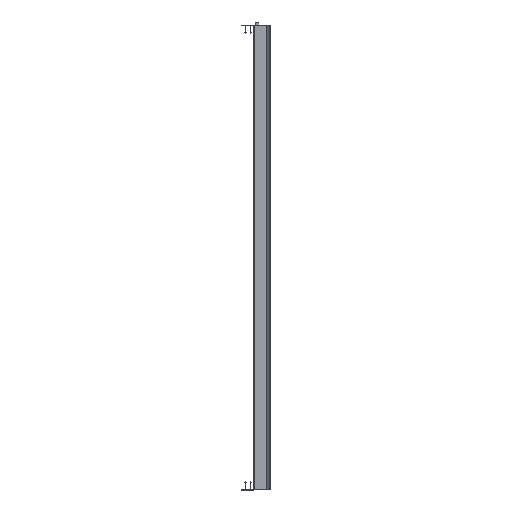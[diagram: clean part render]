
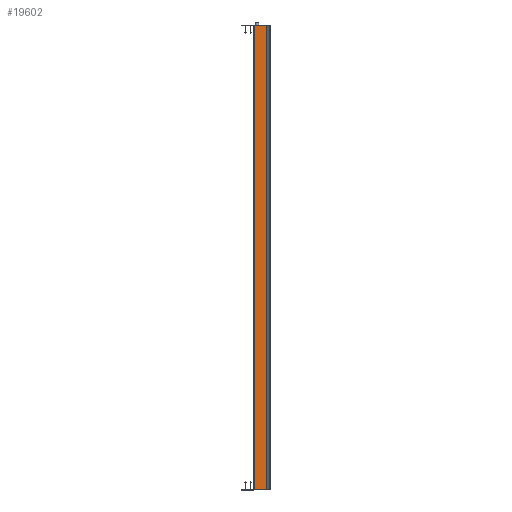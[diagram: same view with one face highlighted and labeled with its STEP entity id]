
A CAD part, left-side view. The second image highlights one B-rep face of the part: STEP entity #19602.
In plain terms, the highlighted planar face has unit normal (-1, 0.007, 0).
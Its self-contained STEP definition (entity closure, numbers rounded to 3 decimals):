
#641 = CARTESIAN_POINT ( 'NONE',  ( -6.382, -0.695, -1082. ) ) ;
#4012 = DIRECTION ( 'NONE',  ( -0.007, -1., 0. ) ) ;
#4522 = ORIENTED_EDGE ( 'NONE', *, *, #26361, .T. ) ;
#4870 = DIRECTION ( 'NONE',  ( -0.007, -1., 0. ) ) ;
#5525 = CARTESIAN_POINT ( 'NONE',  ( -6.382, -0.695, -1082. ) ) ;
#7742 = AXIS2_PLACEMENT_3D ( 'NONE', #17999, #17538, #4012 ) ;
#7788 = CARTESIAN_POINT ( 'NONE',  ( -6.377, 0., -1082. ) ) ;
#9278 = LINE ( 'NONE', #43720, #41269 ) ;
#9388 = CARTESIAN_POINT ( 'NONE',  ( -6.599, -29.85, 0. ) ) ;
#10083 = EDGE_CURVE ( 'NONE', #13583, #36152, #24125, .T. ) ;
#10789 = FACE_OUTER_BOUND ( 'NONE', #27123, .T. ) ;
#10825 = LINE ( 'NONE', #7788, #11208 ) ;
#11208 = VECTOR ( 'NONE', #24570, 1000. ) ;
#13583 = VERTEX_POINT ( 'NONE', #19648 ) ;
#15193 = CARTESIAN_POINT ( 'NONE',  ( -6.599, -29.85, -1082. ) ) ;
#17538 = DIRECTION ( 'NONE',  ( -1., 0.007, 0. ) ) ;
#17550 = ORIENTED_EDGE ( 'NONE', *, *, #24919, .F. ) ;
#17999 = CARTESIAN_POINT ( 'NONE',  ( -6.377, 0., -1082. ) ) ;
#19602 = ADVANCED_FACE ( 'NONE', ( #10789 ), #24984, .T. ) ;
#19648 = CARTESIAN_POINT ( 'NONE',  ( -6.382, -0.695, 0. ) ) ;
#21734 = VERTEX_POINT ( 'NONE', #9388 ) ;
#24125 = LINE ( 'NONE', #5525, #44320 ) ;
#24570 = DIRECTION ( 'NONE',  ( -0.007, -1., 0. ) ) ;
#24919 = EDGE_CURVE ( 'NONE', #13583, #21734, #9278, .T. ) ;
#24984 = PLANE ( 'NONE',  #7742 ) ;
#26361 = EDGE_CURVE ( 'NONE', #36152, #45595, #10825, .T. ) ;
#26767 = ORIENTED_EDGE ( 'NONE', *, *, #39328, .T. ) ;
#27123 = EDGE_LOOP ( 'NONE', ( #4522, #26767, #17550, #27291 ) ) ;
#27291 = ORIENTED_EDGE ( 'NONE', *, *, #10083, .T. ) ;
#31971 = VECTOR ( 'NONE', #40492, 1000. ) ;
#36152 = VERTEX_POINT ( 'NONE', #641 ) ;
#38299 = DIRECTION ( 'NONE',  ( 0., 0., -1. ) ) ;
#39328 = EDGE_CURVE ( 'NONE', #45595, #21734, #43285, .T. ) ;
#39792 = CARTESIAN_POINT ( 'NONE',  ( -6.599, -29.85, -1082. ) ) ;
#40492 = DIRECTION ( 'NONE',  ( 0., 0., 1. ) ) ;
#41269 = VECTOR ( 'NONE', #4870, 1000. ) ;
#43285 = LINE ( 'NONE', #39792, #31971 ) ;
#43720 = CARTESIAN_POINT ( 'NONE',  ( -6.377, 0., 0. ) ) ;
#44320 = VECTOR ( 'NONE', #38299, 1000. ) ;
#45595 = VERTEX_POINT ( 'NONE', #15193 ) ;
